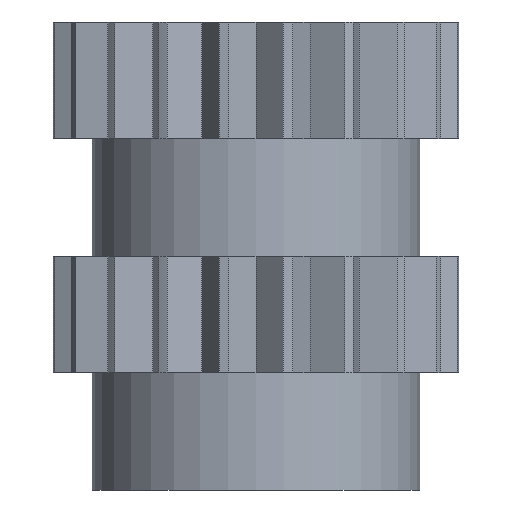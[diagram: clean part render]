
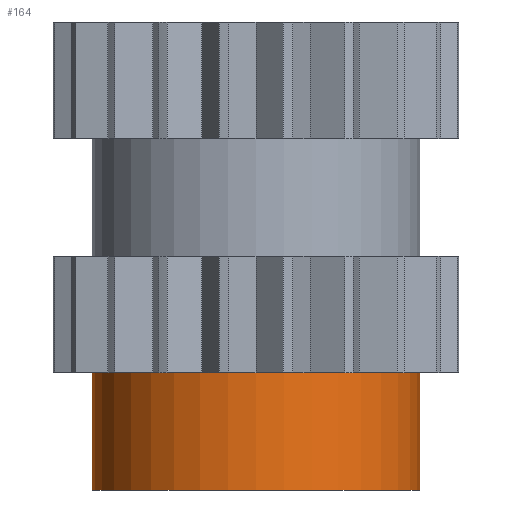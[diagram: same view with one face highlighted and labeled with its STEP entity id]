
A CAD part, front view. The second image highlights one B-rep face of the part: STEP entity #164.
In plain terms, the highlighted cylindrical face has radius 1.4 mm (diameter 2.8 mm), a full revolution.
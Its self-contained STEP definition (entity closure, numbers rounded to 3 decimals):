
#32 = EDGE_CURVE('',#33,#33,#35,.T.);
#33 = VERTEX_POINT('',#34);
#34 = CARTESIAN_POINT('',(1.4,0.,-1.));
#35 = CIRCLE('',#36,1.4);
#36 = AXIS2_PLACEMENT_3D('',#37,#38,#39);
#37 = CARTESIAN_POINT('',(0.,0.,-1.));
#38 = DIRECTION('',(0.,0.,1.));
#39 = DIRECTION('',(1.,0.,0.));
#164 = ADVANCED_FACE('',(#165),#184,.T.);
#165 = FACE_BOUND('',#166,.T.);
#166 = EDGE_LOOP('',(#167,#176,#182,#183));
#167 = ORIENTED_EDGE('',*,*,#168,.F.);
#168 = EDGE_CURVE('',#169,#169,#171,.T.);
#169 = VERTEX_POINT('',#170);
#170 = CARTESIAN_POINT('',(1.4,0.,0.));
#171 = CIRCLE('',#172,1.4);
#172 = AXIS2_PLACEMENT_3D('',#173,#174,#175);
#173 = CARTESIAN_POINT('',(0.,0.,0.));
#174 = DIRECTION('',(0.,0.,1.));
#175 = DIRECTION('',(1.,0.,0.));
#176 = ORIENTED_EDGE('',*,*,#177,.T.);
#177 = EDGE_CURVE('',#169,#33,#178,.T.);
#178 = LINE('',#179,#180);
#179 = CARTESIAN_POINT('',(1.4,0.,0.));
#180 = VECTOR('',#181,1.);
#181 = DIRECTION('',(-0.,-0.,-1.));
#182 = ORIENTED_EDGE('',*,*,#32,.T.);
#183 = ORIENTED_EDGE('',*,*,#177,.F.);
#184 = CYLINDRICAL_SURFACE('',#185,1.4);
#185 = AXIS2_PLACEMENT_3D('',#186,#187,#188);
#186 = CARTESIAN_POINT('',(0.,0.,0.));
#187 = DIRECTION('',(0.,0.,1.));
#188 = DIRECTION('',(1.,0.,0.));
